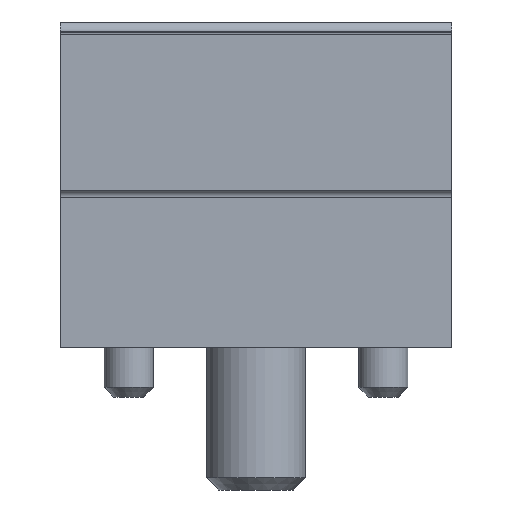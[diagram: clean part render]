
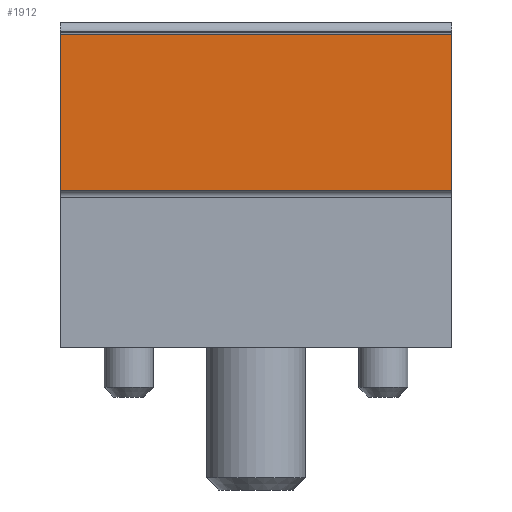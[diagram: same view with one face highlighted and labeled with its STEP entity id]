
A CAD part, front view. The second image highlights one B-rep face of the part: STEP entity #1912.
In plain terms, the highlighted planar face has unit normal (0, -1, 0).
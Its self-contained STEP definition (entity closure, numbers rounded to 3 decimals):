
#302 = LINE ( 'NONE', #3431, #1469 ) ;
#334 = LINE ( 'NONE', #1687, #434 ) ;
#350 = LINE ( 'NONE', #1604, #3643 ) ;
#434 = VECTOR ( 'NONE', #1040, 1000. ) ;
#467 = DIRECTION ( 'NONE',  ( -1., 0., 0. ) ) ;
#539 = EDGE_CURVE ( 'NONE', #2151, #3387, #302, .T. ) ;
#623 = DIRECTION ( 'NONE',  ( -1., 0., 0. ) ) ;
#769 = AXIS2_PLACEMENT_3D ( 'NONE', #2464, #3454, #623 ) ;
#1040 = DIRECTION ( 'NONE',  ( 0., 0., -1. ) ) ;
#1205 = LINE ( 'NONE', #2999, #3368 ) ;
#1259 = CARTESIAN_POINT ( 'NONE',  ( -15.875, -25.4, 25.4 ) ) ;
#1420 = DIRECTION ( 'NONE',  ( -1., 0., 0. ) ) ;
#1444 = EDGE_CURVE ( 'NONE', #2151, #3063, #350, .T. ) ;
#1469 = VECTOR ( 'NONE', #1420, 1000. ) ;
#1604 = CARTESIAN_POINT ( 'NONE',  ( 15.875, -25.4, 12.7 ) ) ;
#1687 = CARTESIAN_POINT ( 'NONE',  ( -15.875, -25.4, 12.7 ) ) ;
#1726 = EDGE_LOOP ( 'NONE', ( #1862, #1973, #2717, #3987 ) ) ;
#1862 = ORIENTED_EDGE ( 'NONE', *, *, #2863, .T. ) ;
#1877 = DIRECTION ( 'NONE',  ( 0., 0., -1. ) ) ;
#1912 = ADVANCED_FACE ( 'NONE', ( #3538 ), #3794, .F. ) ;
#1973 = ORIENTED_EDGE ( 'NONE', *, *, #3712, .F. ) ;
#2151 = VERTEX_POINT ( 'NONE', #2840 ) ;
#2404 = CARTESIAN_POINT ( 'NONE',  ( 15.875, -25.4, 12.7 ) ) ;
#2464 = CARTESIAN_POINT ( 'NONE',  ( 15.875, -25.4, 12.7 ) ) ;
#2717 = ORIENTED_EDGE ( 'NONE', *, *, #1444, .F. ) ;
#2840 = CARTESIAN_POINT ( 'NONE',  ( 15.875, -25.4, 25.4 ) ) ;
#2863 = EDGE_CURVE ( 'NONE', #3387, #3147, #334, .T. ) ;
#2999 = CARTESIAN_POINT ( 'NONE',  ( 15.875, -25.4, 12.7 ) ) ;
#3063 = VERTEX_POINT ( 'NONE', #2404 ) ;
#3147 = VERTEX_POINT ( 'NONE', #4079 ) ;
#3368 = VECTOR ( 'NONE', #467, 1000. ) ;
#3387 = VERTEX_POINT ( 'NONE', #1259 ) ;
#3431 = CARTESIAN_POINT ( 'NONE',  ( 15.875, -25.4, 25.4 ) ) ;
#3454 = DIRECTION ( 'NONE',  ( 0., 1., 0. ) ) ;
#3538 = FACE_OUTER_BOUND ( 'NONE', #1726, .T. ) ;
#3643 = VECTOR ( 'NONE', #1877, 1000. ) ;
#3712 = EDGE_CURVE ( 'NONE', #3063, #3147, #1205, .T. ) ;
#3794 = PLANE ( 'NONE',  #769 ) ;
#3987 = ORIENTED_EDGE ( 'NONE', *, *, #539, .T. ) ;
#4079 = CARTESIAN_POINT ( 'NONE',  ( -15.875, -25.4, 12.7 ) ) ;
